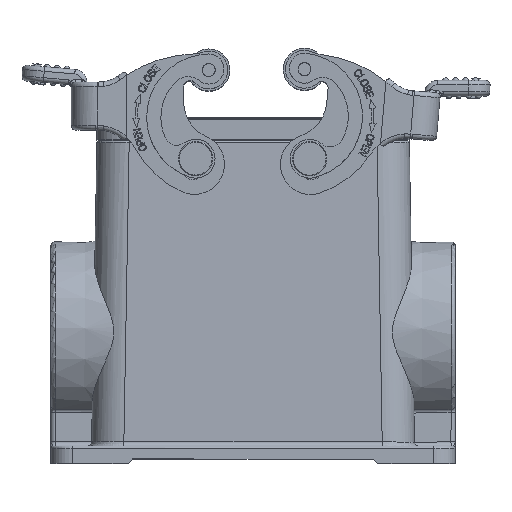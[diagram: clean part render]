
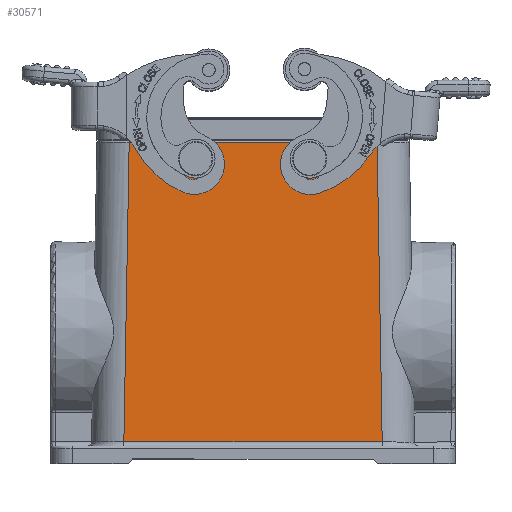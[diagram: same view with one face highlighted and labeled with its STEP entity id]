
A CAD part, top view. The second image highlights one B-rep face of the part: STEP entity #30571.
In plain terms, the highlighted planar face has unit normal (0, 0.018, 1).
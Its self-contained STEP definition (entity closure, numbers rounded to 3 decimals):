
#4098=DIRECTION('',(0.017,-1.,0.017));
#4099=VECTOR('',#4098,69.547);
#4100=CARTESIAN_POINT('',(75.819,51.712,49.758));
#4101=LINE('',#4100,#4099);
#4102=DIRECTION('',(0.018,1.,-0.017));
#4103=VECTOR('',#4102,69.547);
#4104=CARTESIAN_POINT('',(16.964,-17.796,50.971));
#4105=LINE('',#4104,#4103);
#4106=CARTESIAN_POINT('',(60.777,49.388,49.798));
#4107=CARTESIAN_POINT('',(60.727,49.407,49.798));
#4108=CARTESIAN_POINT('',(60.624,49.44,49.798));
#4109=CARTESIAN_POINT('',(60.465,49.471,49.797));
#4110=CARTESIAN_POINT('',(60.358,49.48,49.798));
#4111=CARTESIAN_POINT('',(60.304,49.482,49.798));
#4113=CARTESIAN_POINT('',(60.304,49.482,49.798));
#4114=CARTESIAN_POINT('',(60.227,49.489,49.797));
#4115=CARTESIAN_POINT('',(60.074,49.492,49.796));
#4116=CARTESIAN_POINT('',(59.849,49.461,49.797));
#4117=CARTESIAN_POINT('',(59.703,49.417,49.798));
#4118=CARTESIAN_POINT('',(59.631,49.389,49.798));
#6566=DIRECTION('',(-1.,0.,0.));
#6567=VECTOR('',#6566,57.619);
#6568=CARTESIAN_POINT('',(75.819,51.712,49.758));
#6569=LINE('',#6568,#6567);
#7367=DIRECTION('',(1.,0.,0.));
#7368=VECTOR('',#7367,1.247);
#7369=CARTESIAN_POINT('',(58.384,49.389,49.798));
#7370=LINE('',#7369,#7368);
#7391=DIRECTION('',(1.,0.,0.));
#7392=VECTOR('',#7391,1.169);
#7393=CARTESIAN_POINT('',(60.777,49.388,49.798));
#7394=LINE('',#7393,#7392);
#7460=CARTESIAN_POINT('',(61.946,49.388,49.798));
#7461=CARTESIAN_POINT('',(62.068,49.235,49.801));
#7462=CARTESIAN_POINT('',(62.264,48.912,49.807));
#7463=CARTESIAN_POINT('',(62.426,48.389,49.816));
#7464=CARTESIAN_POINT('',(62.447,48.01,49.822));
#7465=CARTESIAN_POINT('',(62.433,47.815,49.826));
#7477=CARTESIAN_POINT('',(57.902,48.212,49.819));
#7478=CARTESIAN_POINT('',(57.918,48.359,49.816));
#7479=CARTESIAN_POINT('',(57.975,48.641,49.811));
#7480=CARTESIAN_POINT('',(58.135,49.033,49.805));
#7481=CARTESIAN_POINT('',(58.292,49.274,49.8));
#7482=CARTESIAN_POINT('',(58.384,49.389,49.798));
#7484=CARTESIAN_POINT('',(62.433,47.815,49.826));
#7485=CARTESIAN_POINT('',(62.417,47.59,49.83));
#7486=CARTESIAN_POINT('',(62.324,47.166,49.837));
#7487=CARTESIAN_POINT('',(62.003,46.581,49.847));
#7488=CARTESIAN_POINT('',(61.531,46.116,49.856));
#7489=CARTESIAN_POINT('',(60.945,45.804,49.861));
#7490=CARTESIAN_POINT('',(60.295,45.671,49.863));
#7491=CARTESIAN_POINT('',(59.634,45.729,49.862));
#7492=CARTESIAN_POINT('',(59.017,45.973,49.858));
#7493=CARTESIAN_POINT('',(58.494,46.383,49.851));
#7494=CARTESIAN_POINT('',(58.111,46.924,49.841));
#7495=CARTESIAN_POINT('',(57.897,47.556,49.83));
#7496=CARTESIAN_POINT('',(57.879,47.989,49.823));
#7497=CARTESIAN_POINT('',(57.902,48.212,49.819));
#15550=DIRECTION('',(1.,0.,0.));
#15551=VECTOR('',#15550,60.047);
#15552=CARTESIAN_POINT('',(16.964,-17.796,
50.971));
#15553=LINE('',#15552,#15551);
#15563=CARTESIAN_POINT('',(35.988,48.014,49.823));
#15564=CARTESIAN_POINT('',(35.992,47.784,49.827));
#15565=CARTESIAN_POINT('',(35.934,47.344,49.834));
#15566=CARTESIAN_POINT('',(35.66,46.72,49.845));
#15567=CARTESIAN_POINT('',(35.221,46.204,49.854));
#15568=CARTESIAN_POINT('',(34.653,45.834,49.861));
#15569=CARTESIAN_POINT('',(34.003,45.641,49.864));
#15570=CARTESIAN_POINT('',(33.325,45.641,49.864));
#15571=CARTESIAN_POINT('',(32.675,45.835,49.861));
#15572=CARTESIAN_POINT('',(32.107,46.205,49.854));
#15573=CARTESIAN_POINT('',(31.668,46.721,49.845));
#15574=CARTESIAN_POINT('',(31.394,47.345,49.834));
#15575=CARTESIAN_POINT('',(31.337,47.784,49.827));
#15576=CARTESIAN_POINT('',(31.341,48.014,49.823));
#15596=CARTESIAN_POINT('',(31.341,48.014,49.823));
#15597=CARTESIAN_POINT('',(31.345,48.219,49.819));
#15598=CARTESIAN_POINT('',(31.404,48.613,49.812));
#15599=CARTESIAN_POINT('',(31.643,49.173,49.802));
#15600=CARTESIAN_POINT('',(32.018,49.65,49.794));
#15601=CARTESIAN_POINT('',(32.501,50.015,49.788));
#15602=CARTESIAN_POINT('',(33.065,50.245,49.784));
#15603=CARTESIAN_POINT('',(33.459,50.297,49.783));
#15604=CARTESIAN_POINT('',(33.664,50.297,49.783));
#15606=CARTESIAN_POINT('',(33.664,50.297,49.783));
#15607=CARTESIAN_POINT('',(33.869,50.297,49.783));
#15608=CARTESIAN_POINT('',(34.264,50.245,49.784));
#15609=CARTESIAN_POINT('',(34.828,50.015,49.788));
#15610=CARTESIAN_POINT('',(35.311,49.65,49.794));
#15611=CARTESIAN_POINT('',(35.685,49.173,49.802));
#15612=CARTESIAN_POINT('',(35.925,48.613,49.812));
#15613=CARTESIAN_POINT('',(35.984,48.219,49.819));
#15614=CARTESIAN_POINT('',(35.988,48.014,49.823));
#20813=CARTESIAN_POINT('',(16.964,-17.796,
50.971));
#20814=CARTESIAN_POINT('',(18.199,51.73,49.758));
#20815=VERTEX_POINT('',#20813);
#20816=VERTEX_POINT('',#20814);
#20821=CARTESIAN_POINT('',(75.819,51.712,49.758));
#20822=CARTESIAN_POINT('',(77.01,-17.815,
50.971));
#20823=VERTEX_POINT('',#20821);
#20824=VERTEX_POINT('',#20822);
#20825=VERTEX_POINT('',#15563);
#20826=VERTEX_POINT('',#15576);
#20827=VERTEX_POINT('',#15606);
#20828=VERTEX_POINT('',#7484);
#20829=VERTEX_POINT('',#7497);
#20830=VERTEX_POINT('',#7460);
#20831=CARTESIAN_POINT('',(60.777,49.388,49.798));
#20832=VERTEX_POINT('',#20831);
#20833=VERTEX_POINT('',#4111);
#20834=VERTEX_POINT('',#4118);
#20835=CARTESIAN_POINT('',(58.384,49.389,49.798));
#20836=VERTEX_POINT('',#20835);
#30533=CARTESIAN_POINT('',(46.998,16.958,50.365));
#30534=DIRECTION('',(0.,0.017,1.));
#30535=DIRECTION('',(0.,-1.,0.017));
#30536=AXIS2_PLACEMENT_3D('',#30533,#30534,#30535);
#30537=PLANE('',#30536);
#30539=ORIENTED_EDGE('',*,*,#30538,.T.);
#30541=ORIENTED_EDGE('',*,*,#30540,.F.);
#30542=ORIENTED_EDGE('',*,*,#30517,.T.);
#30544=ORIENTED_EDGE('',*,*,#30543,.F.);
#30545=EDGE_LOOP('',(#30539,#30541,#30542,#30544));
#30546=FACE_OUTER_BOUND('',#30545,.F.);
#30548=ORIENTED_EDGE('',*,*,#30547,.F.);
#30550=ORIENTED_EDGE('',*,*,#30549,.F.);
#30552=ORIENTED_EDGE('',*,*,#30551,.F.);
#30553=EDGE_LOOP('',(#30548,#30550,#30552));
#30554=FACE_BOUND('',#30553,.F.);
#30556=ORIENTED_EDGE('',*,*,#30555,.F.);
#30558=ORIENTED_EDGE('',*,*,#30557,.F.);
#30560=ORIENTED_EDGE('',*,*,#30559,.F.);
#30562=ORIENTED_EDGE('',*,*,#30561,.T.);
#30564=ORIENTED_EDGE('',*,*,#30563,.T.);
#30566=ORIENTED_EDGE('',*,*,#30565,.F.);
#30568=ORIENTED_EDGE('',*,*,#30567,.F.);
#30569=EDGE_LOOP('',(#30556,#30558,#30560,#30562,#30564,#30566,#30568));
#30570=FACE_BOUND('',#30569,.F.);
#4112=B_SPLINE_CURVE_WITH_KNOTS('',3,(#4106,#4107,#4108,#4109,#4110,#4111),
.UNSPECIFIED.,.F.,.F.,(4,1,1,4),(0.,0.333,0.667,1.),
.UNSPECIFIED.);
#4119=B_SPLINE_CURVE_WITH_KNOTS('',3,(#4113,#4114,#4115,#4116,#4117,#4118),
.UNSPECIFIED.,.F.,.F.,(4,1,1,4),(0.,0.333,0.667,1.),
.UNSPECIFIED.);
#7466=B_SPLINE_CURVE_WITH_KNOTS('',3,(#7460,#7461,#7462,#7463,#7464,#7465),
.UNSPECIFIED.,.F.,.F.,(4,1,1,4),(0.,0.333,0.667,1.),
.UNSPECIFIED.);
#7483=B_SPLINE_CURVE_WITH_KNOTS('',3,(#7477,#7478,#7479,#7480,#7481,#7482),
.UNSPECIFIED.,.F.,.F.,(4,1,1,4),(0.,0.333,0.667,1.),
.UNSPECIFIED.);
#7498=B_SPLINE_CURVE_WITH_KNOTS('',3,(#7484,#7485,#7486,#7487,#7488,#7489,#7490,
#7491,#7492,#7493,#7494,#7495,#7496,#7497),.UNSPECIFIED.,.F.,.F.,(4,1,1,1,1,1,1,
1,1,1,1,4),(0.,0.091,0.182,0.273,
0.364,0.455,0.545,0.636,
0.727,0.818,0.909,1.),.UNSPECIFIED.);
#15577=B_SPLINE_CURVE_WITH_KNOTS('',3,(#15563,#15564,#15565,#15566,#15567,
#15568,#15569,#15570,#15571,#15572,#15573,#15574,#15575,#15576),.UNSPECIFIED.,
.F.,.F.,(4,1,1,1,1,1,1,1,1,1,1,4),(0.,0.091,0.182,
0.273,0.364,0.455,0.545,
0.636,0.727,0.818,0.909,1.),
.UNSPECIFIED.);
#15605=B_SPLINE_CURVE_WITH_KNOTS('',3,(#15596,#15597,#15598,#15599,#15600,
#15601,#15602,#15603,#15604),.UNSPECIFIED.,.F.,.F.,(4,1,1,1,1,1,4),(0.,
0.167,0.333,0.5,0.667,0.833,
1.),.UNSPECIFIED.);
#15615=B_SPLINE_CURVE_WITH_KNOTS('',3,(#15606,#15607,#15608,#15609,#15610,
#15611,#15612,#15613,#15614),.UNSPECIFIED.,.F.,.F.,(4,1,1,1,1,1,4),(0.,
0.167,0.333,0.5,0.667,0.833,
1.),.UNSPECIFIED.);
#30517=EDGE_CURVE('',#20815,#20816,#4105,.T.);
#30538=EDGE_CURVE('',#20823,#20824,#4101,.T.);
#30540=EDGE_CURVE('',#20815,#20824,#15553,.T.);
#30543=EDGE_CURVE('',#20823,#20816,#6569,.T.);
#30547=EDGE_CURVE('',#20825,#20826,#15577,.T.);
#30549=EDGE_CURVE('',#20827,#20825,#15615,.T.);
#30551=EDGE_CURVE('',#20826,#20827,#15605,.T.);
#30555=EDGE_CURVE('',#20828,#20829,#7498,.T.);
#30557=EDGE_CURVE('',#20830,#20828,#7466,.T.);
#30559=EDGE_CURVE('',#20832,#20830,#7394,.T.);
#30561=EDGE_CURVE('',#20832,#20833,#4112,.T.);
#30563=EDGE_CURVE('',#20833,#20834,#4119,.T.);
#30565=EDGE_CURVE('',#20836,#20834,#7370,.T.);
#30567=EDGE_CURVE('',#20829,#20836,#7483,.T.);
#30571=ADVANCED_FACE('',(#30546,#30554,#30570),#30537,.T.);
